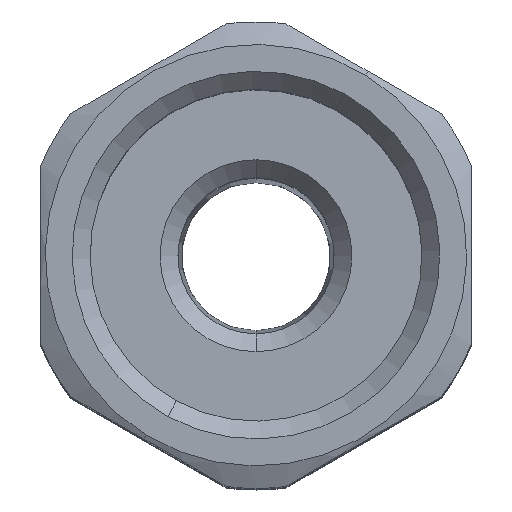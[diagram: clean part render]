
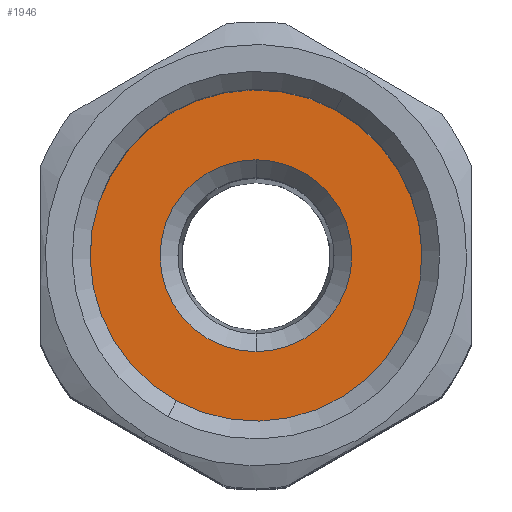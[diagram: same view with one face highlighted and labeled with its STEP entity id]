
A CAD part, top view. The second image highlights one B-rep face of the part: STEP entity #1946.
In plain terms, the highlighted planar face has unit normal (0, 0, 1).
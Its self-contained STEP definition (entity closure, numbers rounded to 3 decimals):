
#1897=AXIS2_PLACEMENT_3D('Circle Axis2P3D',#1895,#1896,$) ;
#1909=AXIS2_PLACEMENT_3D('Circle Axis2P3D',#1907,#1908,$) ;
#1922=AXIS2_PLACEMENT_3D('Plane Axis2P3D',#1919,#1920,#1921) ;
#1930=AXIS2_PLACEMENT_3D('Circle Axis2P3D',#1928,#1929,$) ;
#1939=AXIS2_PLACEMENT_3D('Circle Axis2P3D',#1937,#1938,$) ;
#1885=CARTESIAN_POINT('Vertex',(7.565,4.882,49.75)) ;
#1892=CARTESIAN_POINT('Vertex',(16.435,21.118,49.75)) ;
#1895=CARTESIAN_POINT('Axis2P3D Location',(12.,13.,49.75)) ;
#1907=CARTESIAN_POINT('Axis2P3D Location',(12.,13.,49.75)) ;
#1919=CARTESIAN_POINT('Axis2P3D Location',(12.,13.,49.75)) ;
#1928=CARTESIAN_POINT('Axis2P3D Location',(12.,13.,49.75)) ;
#1932=CARTESIAN_POINT('Vertex',(12.,7.65,49.75)) ;
#1934=CARTESIAN_POINT('Vertex',(12.,18.35,49.75)) ;
#1937=CARTESIAN_POINT('Axis2P3D Location',(12.,13.,49.75)) ;
#1896=DIRECTION('Axis2P3D Direction',(0.,0.,-1.)) ;
#1908=DIRECTION('Axis2P3D Direction',(0.,0.,-1.)) ;
#1920=DIRECTION('Axis2P3D Direction',(0.,0.,-1.)) ;
#1921=DIRECTION('Axis2P3D XDirection',(0.,1.,0.)) ;
#1929=DIRECTION('Axis2P3D Direction',(0.,0.,-1.)) ;
#1938=DIRECTION('Axis2P3D Direction',(0.,0.,-1.)) ;
#1925=ORIENTED_EDGE('',*,*,#1911,.F.) ;
#1926=ORIENTED_EDGE('',*,*,#1899,.F.) ;
#1943=ORIENTED_EDGE('',*,*,#1936,.T.) ;
#1944=ORIENTED_EDGE('',*,*,#1941,.T.) ;
#1945=FACE_BOUND('',#1942,.T.) ;
#1946=ADVANCED_FACE('BODY',(#1927,#1945),#1923,.F.) ;
#1898=CIRCLE('generated circle',#1897,9.25) ;
#1910=CIRCLE('generated circle',#1909,9.25) ;
#1931=CIRCLE('generated circle',#1930,5.35) ;
#1940=CIRCLE('generated circle',#1939,5.35) ;
#1899=EDGE_CURVE('',#1893,#1886,#1898,.T.) ;
#1911=EDGE_CURVE('',#1886,#1893,#1910,.T.) ;
#1936=EDGE_CURVE('',#1933,#1935,#1931,.T.) ;
#1941=EDGE_CURVE('',#1935,#1933,#1940,.T.) ;
#1924=EDGE_LOOP('',(#1925,#1926)) ;
#1942=EDGE_LOOP('',(#1943,#1944)) ;
#1927=FACE_OUTER_BOUND('',#1924,.T.) ;
#1923=PLANE('',#1922) ;
#1886=VERTEX_POINT('',#1885) ;
#1893=VERTEX_POINT('',#1892) ;
#1933=VERTEX_POINT('',#1932) ;
#1935=VERTEX_POINT('',#1934) ;
